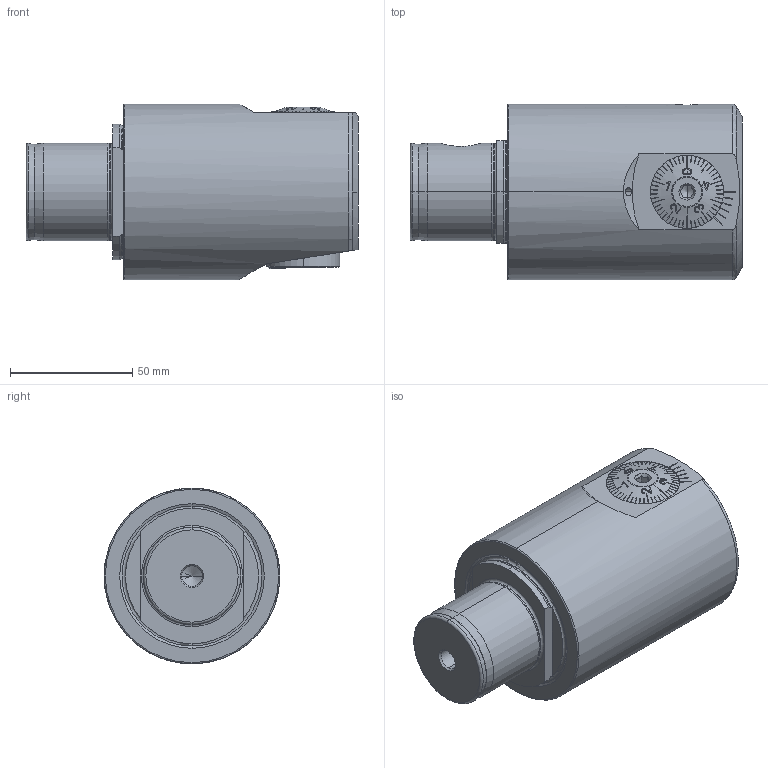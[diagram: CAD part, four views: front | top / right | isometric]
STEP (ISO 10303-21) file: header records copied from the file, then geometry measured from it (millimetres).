
FILE_DESCRIPTION (( 'STEP AP203' ), '1' );
FILE_NAME ('MB7.F72.K21.100.STEP', '2011-12-23T12:33:28', ( 'baer' ), ( 'Hewlett-Packard Company' ), 'SwSTEP 2.0', 'SolidWorks 2011', '' );
FILE_SCHEMA (( 'CONFIG_CONTROL_DESIGN' ));
Length unit declared in the file: millimetre
Products named in the file (17): MB7.F72.K21.100; ISO 4026 - M10 x 16_Default; WCB-ER2.001.009_A; Klebstoff D10; A55-BG3.011.033_A_gekürzt; F72-BG1.014.056; ISO 4026 - M4 x 5_Default; DIN 3771 - 25x1.5; F72-BG2.015.020_B; F72-BG2.014.020_B; A55-BG2.011.016_D; A55-BG2.012.006_B; A55-BG2.013.005_C; F72-BG1.011.056; F55-BG1.012.012_A; F72-BG1.011.056_B; MB7-F72.K20.100_C
Assembly tree (16 placements, depth 4):
  MB7.F72.K21.100
    ISO 4026 - M10 x 16_Default
    Klebstoff D10
    F72-BG1.014.056
      ISO 4026 - M4 x 5_Default
      DIN 3771 - 25x1.5
      F72-BG2.015.020_B
        A55-BG2.011.016_D
        F72-BG2.014.020_B
      A55-BG2.013.005_C
      F72-BG1.011.056
        F55-BG1.012.012_A
        F72-BG1.011.056_B
      A55-BG2.012.006_B
    MB7-F72.K20.100_C
    A55-BG3.011.033_A_gekürzt
    WCB-ER2.001.009_A
Bounding box: 136 x 72 x 72 mm (x, y, z)
Volume: 415874.4 mm3; surface area: 61614 mm2
Topology: 13 solids, 13 shells, 699 faces, 1798 edges, 1136 vertices
Faces by surface type: plane 287, cone 179, cylinder 127, torus 69, bspline 35, sphere 2
Entity records: 26273 total; most frequent: CARTESIAN_POINT 8274, ORIENTED_EDGE 3584, DIRECTION 3139, EDGE_CURVE 1792, AXIS2_PLACEMENT_3D 1248, VERTEX_POINT 1136, EDGE_LOOP 744, FACE_OUTER_BOUND 699
